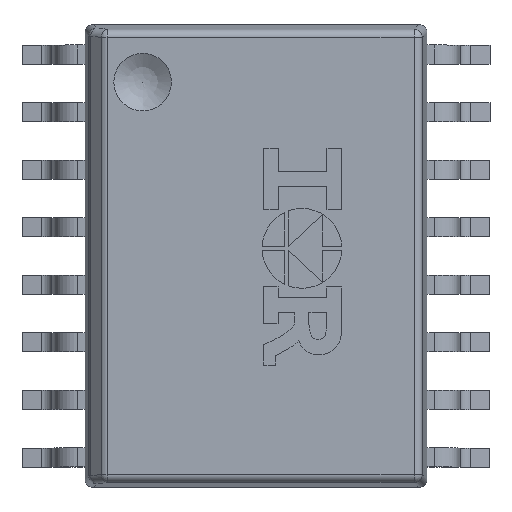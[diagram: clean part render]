
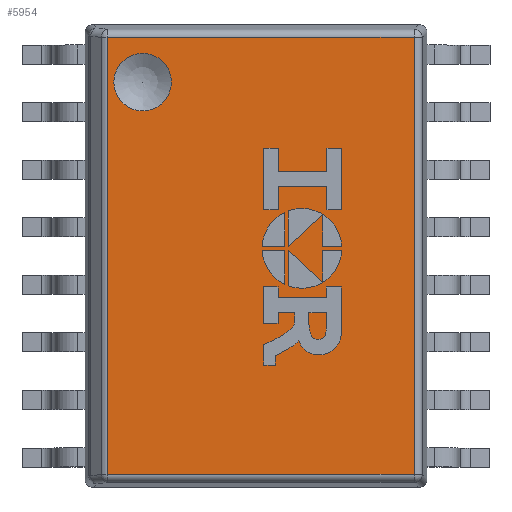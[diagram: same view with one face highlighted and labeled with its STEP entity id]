
A CAD part, top view. The second image highlights one B-rep face of the part: STEP entity #5954.
In plain terms, the highlighted planar face has unit normal (0, 0, 1).
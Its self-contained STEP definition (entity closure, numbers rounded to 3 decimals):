
#48=FACE_BOUND('',#763,.T.);
#125=PLANE('',#6391);
#398=FACE_OUTER_BOUND('',#762,.T.);
#762=EDGE_LOOP('',(#4257,#4258,#4259,#4260));
#763=EDGE_LOOP('',(#4261));
#1106=LINE('',#8809,#1761);
#1109=LINE('',#8818,#1764);
#1128=LINE('',#8884,#1783);
#1130=LINE('',#8890,#1785);
#1761=VECTOR('',#7032,1.);
#1764=VECTOR('',#7041,1.);
#1783=VECTOR('',#7118,1.);
#1785=VECTOR('',#7126,1.);
#2424=CIRCLE('',#6392,0.635);
#2633=VERTEX_POINT('',#8804);
#2634=VERTEX_POINT('',#8808);
#2637=VERTEX_POINT('',#8816);
#2654=VERTEX_POINT('',#8877);
#2657=VERTEX_POINT('',#8896);
#3236=EDGE_CURVE('',#2633,#2634,#1106,.T.);
#3241=EDGE_CURVE('',#2637,#2633,#1109,.T.);
#3275=EDGE_CURVE('',#2654,#2637,#1128,.T.);
#3278=EDGE_CURVE('',#2634,#2654,#1130,.T.);
#3281=EDGE_CURVE('',#2657,#2657,#2424,.T.);
#4257=ORIENTED_EDGE('',*,*,#3236,.F.);
#4258=ORIENTED_EDGE('',*,*,#3241,.F.);
#4259=ORIENTED_EDGE('',*,*,#3275,.F.);
#4260=ORIENTED_EDGE('',*,*,#3278,.F.);
#4261=ORIENTED_EDGE('',*,*,#3281,.T.);
#5954=ADVANCED_FACE('',(#398,#48),#125,.T.);
#6391=AXIS2_PLACEMENT_3D('',#8895,#7134,#7135);
#6392=AXIS2_PLACEMENT_3D('',#8897,#7136,#7137);
#7032=DIRECTION('',(-1.,0.,0.));
#7041=DIRECTION('',(0.,-1.,0.));
#7118=DIRECTION('',(1.,0.,0.));
#7126=DIRECTION('',(0.,1.,0.));
#7134=DIRECTION('center_axis',(0.,0.,1.));
#7135=DIRECTION('ref_axis',(0.,-1.,0.));
#7136=DIRECTION('center_axis',(0.,0.,-1.));
#7137=DIRECTION('ref_axis',(0.,-1.,0.));
#8804=CARTESIAN_POINT('',(3.488,-4.821,2.586));
#8808=CARTESIAN_POINT('',(-3.283,-4.821,2.586));
#8809=CARTESIAN_POINT('',(1.886,-4.821,2.586));
#8816=CARTESIAN_POINT('',(3.488,4.821,2.586));
#8818=CARTESIAN_POINT('',(3.488,2.552,2.586));
#8877=CARTESIAN_POINT('',(-3.283,4.821,2.586));
#8884=CARTESIAN_POINT('',(-1.886,4.821,2.586));
#8890=CARTESIAN_POINT('',(-3.283,69.477,2.586));
#8895=CARTESIAN_POINT('Origin',(0.,0.,2.586));
#8896=CARTESIAN_POINT('',(-2.502,3.2,2.586));
#8897=CARTESIAN_POINT('Origin',(-2.502,3.835,2.586));
